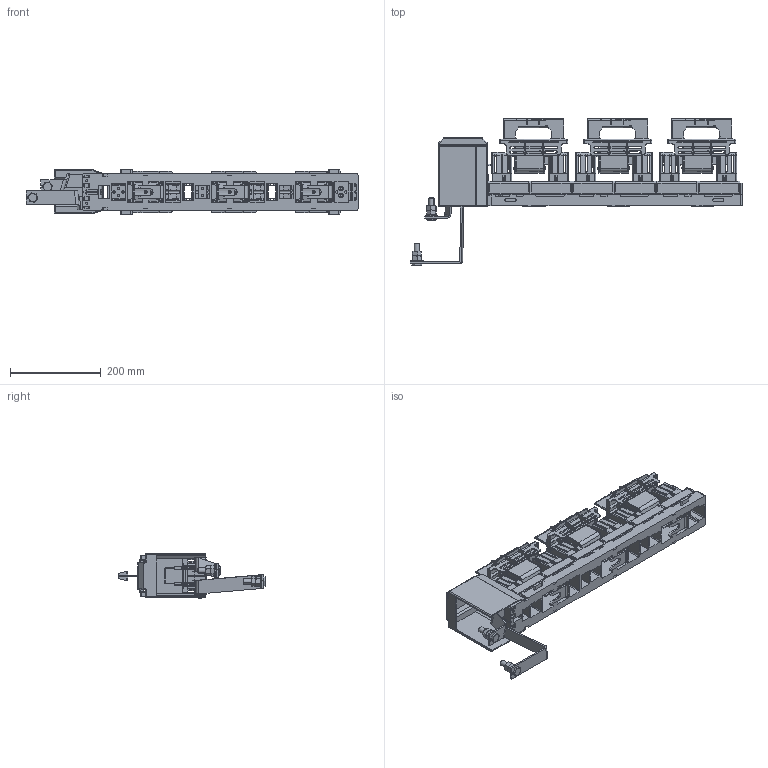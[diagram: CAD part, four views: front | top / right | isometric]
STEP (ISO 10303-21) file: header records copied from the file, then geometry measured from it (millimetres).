
FILE_DESCRIPTION (( 'STEP AP203' ), '1' );
FILE_NAME ('ﾏﾄﾏ-P 2-T400A ﾓ.STEP', '2022-10-17T19:39:28', ( '' ), ( '' ), 'SwSTEP 2.0', 'SolidWorks 2018', '' );
FILE_SCHEMA (( 'CONFIG_CONTROL_DESIGN' ));
Length unit declared in the file: millimetre
Products named in the file (1): ﾏﾄﾏ-P 2-T400A ﾓ
Bounding box: 730.48 x 323.79 x 99 mm (x, y, z)
Surface area: 814915.4 mm2 (no closed solid volume)
Topology: 0 solids, 73 shells, 2883 faces, 11241 edges, 8035 vertices
Faces by surface type: plane 1794, cylinder 712, cone 239, sphere 84, torus 36, bspline 18
Entity records: 136207 total; most frequent: CARTESIAN_POINT 51046, ORIENTED_EDGE 17952, DIRECTION 14529, EDGE_CURVE 11194, VERTEX_POINT 8035, VECTOR 5851, LINE 5851, AXIS2_PLACEMENT_3D 4339
